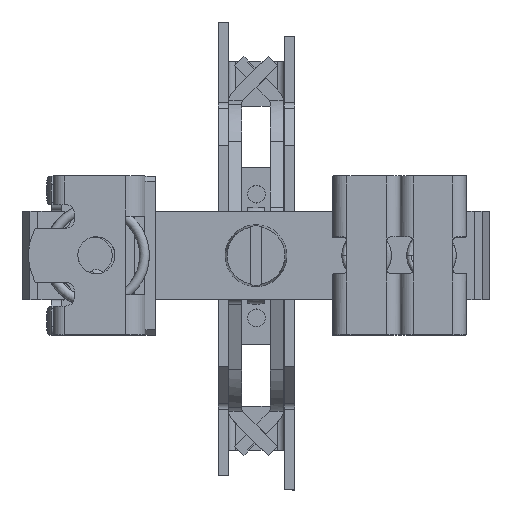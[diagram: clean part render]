
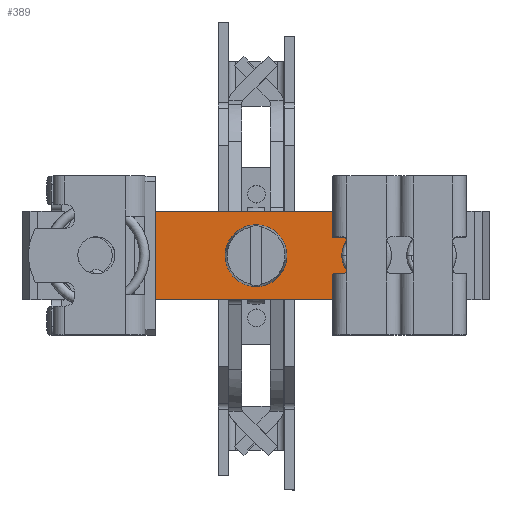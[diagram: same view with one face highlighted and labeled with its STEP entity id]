
A CAD part, top view. The second image highlights one B-rep face of the part: STEP entity #389.
In plain terms, the highlighted planar face has unit normal (0, 0, 1).
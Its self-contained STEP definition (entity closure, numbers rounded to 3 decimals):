
#123=AXIS2_PLACEMENT_3D('Plane Axis2P3D',#120,#121,#122) ;
#373=AXIS2_PLACEMENT_3D('Circle Axis2P3D',#371,#372,$) ;
#382=AXIS2_PLACEMENT_3D('Circle Axis2P3D',#380,#381,$) ;
#120=CARTESIAN_POINT('Axis2P3D Location',(1.8,26.501,33.95)) ;
#283=CARTESIAN_POINT('Line Origine',(36.308,22.951,33.95)) ;
#287=CARTESIAN_POINT('Vertex',(36.308,24.401,33.95)) ;
#289=CARTESIAN_POINT('Vertex',(36.308,21.501,33.95)) ;
#292=CARTESIAN_POINT('Line Origine',(36.504,24.401,33.95)) ;
#296=CARTESIAN_POINT('Vertex',(36.7,24.401,33.95)) ;
#299=CARTESIAN_POINT('Line Origine',(36.7,26.501,33.95)) ;
#303=CARTESIAN_POINT('Vertex',(36.7,28.601,33.95)) ;
#306=CARTESIAN_POINT('Line Origine',(36.504,28.601,33.95)) ;
#310=CARTESIAN_POINT('Vertex',(36.308,28.601,33.95)) ;
#313=CARTESIAN_POINT('Line Origine',(36.308,30.051,33.95)) ;
#317=CARTESIAN_POINT('Vertex',(36.308,31.501,33.95)) ;
#320=CARTESIAN_POINT('Line Origine',(25.193,31.501,33.95)) ;
#324=CARTESIAN_POINT('Vertex',(14.079,31.501,33.95)) ;
#327=CARTESIAN_POINT('Line Origine',(14.079,29.989,33.95)) ;
#331=CARTESIAN_POINT('Vertex',(14.079,28.477,33.95)) ;
#335=CARTESIAN_POINT('Control Point',(14.079,28.477,33.95)) ;
#336=CARTESIAN_POINT('Control Point',(14.283,27.894,33.95)) ;
#337=CARTESIAN_POINT('Control Point',(14.411,27.285,33.95)) ;
#338=CARTESIAN_POINT('Control Point',(14.46,26.662,33.95)) ;
#339=CARTESIAN_POINT('Control Point',(14.418,25.851,33.95)) ;
#340=CARTESIAN_POINT('Control Point',(14.244,25.064,33.95)) ;
#341=CARTESIAN_POINT('Control Point',(14.196,24.882,33.95)) ;
#342=CARTESIAN_POINT('Control Point',(14.141,24.703,33.95)) ;
#343=CARTESIAN_POINT('Control Point',(14.079,24.525,33.95)) ;
#344=CARTESIAN_POINT('Vertex',(14.079,24.525,33.95)) ;
#347=CARTESIAN_POINT('Line Origine',(14.079,23.013,33.95)) ;
#351=CARTESIAN_POINT('Vertex',(14.079,21.501,33.95)) ;
#354=CARTESIAN_POINT('Line Origine',(25.193,21.501,33.95)) ;
#371=CARTESIAN_POINT('Axis2P3D Location',(26.5,26.501,33.95)) ;
#375=CARTESIAN_POINT('Vertex',(29.55,24.835,33.95)) ;
#377=CARTESIAN_POINT('Vertex',(23.45,28.167,33.95)) ;
#380=CARTESIAN_POINT('Axis2P3D Location',(26.5,26.501,33.95)) ;
#121=DIRECTION('Axis2P3D Direction',(0.,0.,-1.)) ;
#122=DIRECTION('Axis2P3D XDirection',(1.,0.,0.)) ;
#284=DIRECTION('Vector Direction',(0.,-1.,0.)) ;
#293=DIRECTION('Vector Direction',(-1.,0.,0.)) ;
#300=DIRECTION('Vector Direction',(0.,1.,0.)) ;
#307=DIRECTION('Vector Direction',(-1.,0.,0.)) ;
#314=DIRECTION('Vector Direction',(0.,-1.,0.)) ;
#321=DIRECTION('Vector Direction',(1.,0.,0.)) ;
#328=DIRECTION('Vector Direction',(0.,1.,0.)) ;
#348=DIRECTION('Vector Direction',(0.,1.,0.)) ;
#355=DIRECTION('Vector Direction',(1.,0.,0.)) ;
#372=DIRECTION('Axis2P3D Direction',(0.,0.,-1.)) ;
#381=DIRECTION('Axis2P3D Direction',(0.,0.,-1.)) ;
#285=VECTOR('Line Direction',#284,1.) ;
#294=VECTOR('Line Direction',#293,1.) ;
#301=VECTOR('Line Direction',#300,1.) ;
#308=VECTOR('Line Direction',#307,1.) ;
#315=VECTOR('Line Direction',#314,1.) ;
#322=VECTOR('Line Direction',#321,1.) ;
#329=VECTOR('Line Direction',#328,1.) ;
#349=VECTOR('Line Direction',#348,1.) ;
#356=VECTOR('Line Direction',#355,1.) ;
#360=ORIENTED_EDGE('',*,*,#291,.F.) ;
#361=ORIENTED_EDGE('',*,*,#298,.F.) ;
#362=ORIENTED_EDGE('',*,*,#305,.T.) ;
#363=ORIENTED_EDGE('',*,*,#312,.T.) ;
#364=ORIENTED_EDGE('',*,*,#319,.F.) ;
#365=ORIENTED_EDGE('',*,*,#326,.T.) ;
#366=ORIENTED_EDGE('',*,*,#333,.F.) ;
#367=ORIENTED_EDGE('',*,*,#346,.T.) ;
#368=ORIENTED_EDGE('',*,*,#353,.F.) ;
#369=ORIENTED_EDGE('',*,*,#358,.F.) ;
#386=ORIENTED_EDGE('',*,*,#379,.T.) ;
#387=ORIENTED_EDGE('',*,*,#384,.T.) ;
#388=FACE_BOUND('',#385,.T.) ;
#389=ADVANCED_FACE('V1',(#370,#388),#124,.F.) ;
#334=B_SPLINE_CURVE_WITH_KNOTS('',5,(#335,#336,#337,#338,#339,#340,#341,#342,#343),.UNSPECIFIED.,.F.,.U.,(6,3,6),(0.,4.174,5.443),.UNSPECIFIED.) ;
#374=CIRCLE('generated circle',#373,3.475) ;
#383=CIRCLE('generated circle',#382,3.475) ;
#291=EDGE_CURVE('',#288,#290,#286,.T.) ;
#298=EDGE_CURVE('',#297,#288,#295,.T.) ;
#305=EDGE_CURVE('',#297,#304,#302,.T.) ;
#312=EDGE_CURVE('',#304,#311,#309,.T.) ;
#319=EDGE_CURVE('',#318,#311,#316,.T.) ;
#326=EDGE_CURVE('',#318,#325,#323,.F.) ;
#333=EDGE_CURVE('',#332,#325,#330,.T.) ;
#346=EDGE_CURVE('',#332,#345,#334,.T.) ;
#353=EDGE_CURVE('',#352,#345,#350,.T.) ;
#358=EDGE_CURVE('',#290,#352,#357,.F.) ;
#379=EDGE_CURVE('',#376,#378,#374,.T.) ;
#384=EDGE_CURVE('',#378,#376,#383,.T.) ;
#359=EDGE_LOOP('',(#360,#361,#362,#363,#364,#365,#366,#367,#368,#369)) ;
#385=EDGE_LOOP('',(#386,#387)) ;
#370=FACE_OUTER_BOUND('',#359,.T.) ;
#286=LINE('Line',#283,#285) ;
#295=LINE('Line',#292,#294) ;
#302=LINE('Line',#299,#301) ;
#309=LINE('Line',#306,#308) ;
#316=LINE('Line',#313,#315) ;
#323=LINE('Line',#320,#322) ;
#330=LINE('Line',#327,#329) ;
#350=LINE('Line',#347,#349) ;
#357=LINE('Line',#354,#356) ;
#124=PLANE('',#123) ;
#288=VERTEX_POINT('',#287) ;
#290=VERTEX_POINT('',#289) ;
#297=VERTEX_POINT('',#296) ;
#304=VERTEX_POINT('',#303) ;
#311=VERTEX_POINT('',#310) ;
#318=VERTEX_POINT('',#317) ;
#325=VERTEX_POINT('',#324) ;
#332=VERTEX_POINT('',#331) ;
#345=VERTEX_POINT('',#344) ;
#352=VERTEX_POINT('',#351) ;
#376=VERTEX_POINT('',#375) ;
#378=VERTEX_POINT('',#377) ;
